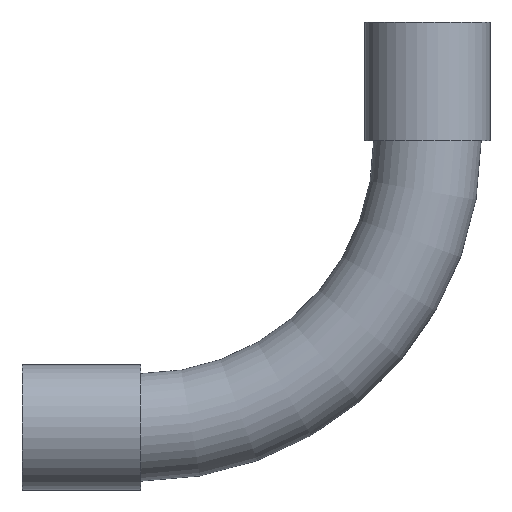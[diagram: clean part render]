
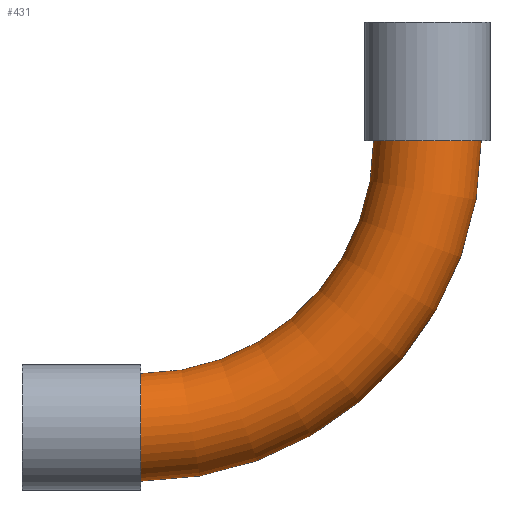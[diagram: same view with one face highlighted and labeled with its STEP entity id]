
A CAD part, front view. The second image highlights one B-rep face of the part: STEP entity #431.
In plain terms, the highlighted toroidal (fillet/blend) face has major radius 44 mm and minor radius 8.25 mm.
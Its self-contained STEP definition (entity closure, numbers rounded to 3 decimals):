
#4 = AXIS2_PLACEMENT_3D ( 'NONE', #549, #339, #322 ) ;
#7 = DIRECTION ( 'NONE',  ( 0., 0., -1. ) ) ;
#11 = ORIENTED_EDGE ( 'NONE', *, *, #52, .T. ) ;
#42 = EDGE_CURVE ( 'NONE', #373, #604, #525, .T. ) ;
#52 = EDGE_CURVE ( 'NONE', #474, #604, #395, .T. ) ;
#89 = AXIS2_PLACEMENT_3D ( 'NONE', #427, #136, #465 ) ;
#107 = CARTESIAN_POINT ( 'NONE',  ( 44., 0., 0. ) ) ;
#130 = ORIENTED_EDGE ( 'NONE', *, *, #42, .F. ) ;
#131 = ORIENTED_EDGE ( 'NONE', *, *, #453, .F. ) ;
#134 = DIRECTION ( 'NONE',  ( 0., -1., 0. ) ) ;
#136 = DIRECTION ( 'NONE',  ( -1., 0., 0. ) ) ;
#146 = ORIENTED_EDGE ( 'NONE', *, *, #487, .F. ) ;
#155 = DIRECTION ( 'NONE',  ( 1., 0., 0. ) ) ;
#160 = AXIS2_PLACEMENT_3D ( 'NONE', #592, #300, #7 ) ;
#184 = VERTEX_POINT ( 'NONE', #631 ) ;
#185 = CARTESIAN_POINT ( 'NONE',  ( 0., 0., -52.25 ) ) ;
#220 = AXIS2_PLACEMENT_3D ( 'NONE', #424, #134, #463 ) ;
#287 = CIRCLE ( 'NONE', #220, 35.75 ) ;
#300 = DIRECTION ( 'NONE',  ( 0., -1., 0. ) ) ;
#322 = DIRECTION ( 'NONE',  ( 0., 0., -1. ) ) ;
#325 = CARTESIAN_POINT ( 'NONE',  ( 35.75, 0., 0. ) ) ;
#335 = CARTESIAN_POINT ( 'NONE',  ( 52.25, 0., 0. ) ) ;
#339 = DIRECTION ( 'NONE',  ( 0., -1., 0. ) ) ;
#373 = VERTEX_POINT ( 'NONE', #325 ) ;
#395 = CIRCLE ( 'NONE', #4, 52.25 ) ;
#415 = TOROIDAL_SURFACE ( 'NONE', #160, 44., 8.25 ) ;
#424 = CARTESIAN_POINT ( 'NONE',  ( 0., 0., 0. ) ) ;
#427 = CARTESIAN_POINT ( 'NONE',  ( 0., 0., -44. ) ) ;
#431 = ADVANCED_FACE ( 'NONE', ( #550 ), #415, .T. ) ;
#445 = DIRECTION ( 'NONE',  ( 0., 0., 1. ) ) ;
#453 = EDGE_CURVE ( 'NONE', #184, #373, #287, .T. ) ;
#461 = AXIS2_PLACEMENT_3D ( 'NONE', #107, #445, #155 ) ;
#463 = DIRECTION ( 'NONE',  ( 0., 0., -1. ) ) ;
#465 = DIRECTION ( 'NONE',  ( 0., 0., -1. ) ) ;
#474 = VERTEX_POINT ( 'NONE', #185 ) ;
#487 = EDGE_CURVE ( 'NONE', #474, #184, #532, .T. ) ;
#503 = EDGE_LOOP ( 'NONE', ( #146, #11, #130, #131 ) ) ;
#525 = CIRCLE ( 'NONE', #461, 8.25 ) ;
#532 = CIRCLE ( 'NONE', #89, 8.25 ) ;
#549 = CARTESIAN_POINT ( 'NONE',  ( 0., 0., 0. ) ) ;
#550 = FACE_OUTER_BOUND ( 'NONE', #503, .T. ) ;
#592 = CARTESIAN_POINT ( 'NONE',  ( 0., 0., 0. ) ) ;
#604 = VERTEX_POINT ( 'NONE', #335 ) ;
#631 = CARTESIAN_POINT ( 'NONE',  ( 0., 0., -35.75 ) ) ;
